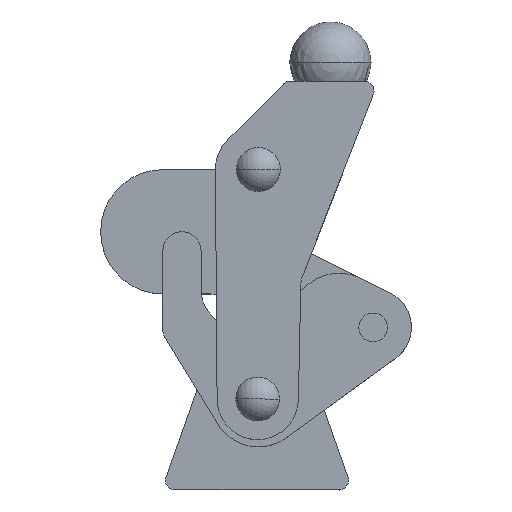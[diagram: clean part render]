
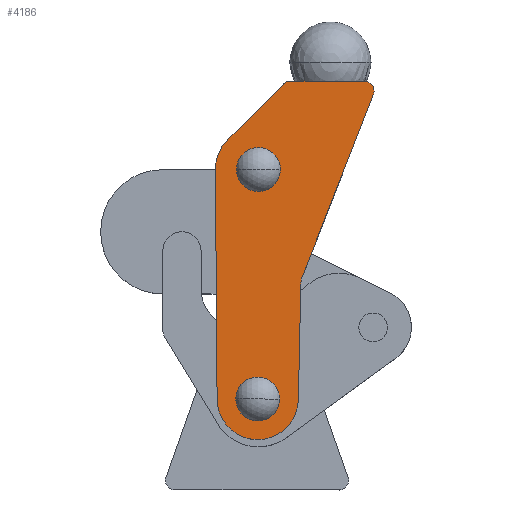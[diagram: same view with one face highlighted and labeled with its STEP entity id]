
A CAD part, top view. The second image highlights one B-rep face of the part: STEP entity #4186.
In plain terms, the highlighted planar face has unit normal (0, 0, 1).
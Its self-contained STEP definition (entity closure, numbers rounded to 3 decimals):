
#2341=CARTESIAN_POINT('',(-64.841,66.082,15.));
#2342=VERTEX_POINT('',#2341);
#2349=CARTESIAN_POINT('',(-64.868,56.917,15.));
#2350=VERTEX_POINT('',#2349);
#2351=CARTESIAN_POINT('',(-64.854,61.5,15.));
#2352=DIRECTION('',(0.,0.,1.));
#2353=DIRECTION('',(0.003,1.,0.));
#2354=AXIS2_PLACEMENT_3D('',#2351,#2352,#2353);
#2355=CIRCLE('',#2354,4.583);
#2356=EDGE_CURVE('',#2342,#2350,#2355,.T.);
#2414=CARTESIAN_POINT('',(-59.011,79.842,15.));
#2415=VERTEX_POINT('',#2414);
#2424=CARTESIAN_POINT('',(-58.276,79.98,15.));
#2425=VERTEX_POINT('',#2424);
#2426=CARTESIAN_POINT('',(-58.282,77.98,15.));
#2427=DIRECTION('',(0.,0.,1.));
#2428=DIRECTION('',(-0.381,0.924,0.));
#2429=AXIS2_PLACEMENT_3D('',#2426,#2427,#2428);
#2430=CIRCLE('',#2429,2.);
#2431=EDGE_CURVE('',#2425,#2415,#2430,.T.);
#2456=CARTESIAN_POINT('',(-41.016,79.058,15.));
#2457=VERTEX_POINT('',#2456);
#2466=CARTESIAN_POINT('',(-40.806,77.205,15.));
#2467=VERTEX_POINT('',#2466);
#2468=CARTESIAN_POINT('',(-42.669,77.933,15.));
#2469=DIRECTION('',(0.,0.,1.0));
#2470=DIRECTION('',(0.827,0.563,0.));
#2471=AXIS2_PLACEMENT_3D('',#2468,#2469,#2470);
#2472=CIRCLE('',#2471,2.);
#2473=EDGE_CURVE('',#2467,#2457,#2472,.T.);
#2641=CARTESIAN_POINT('',(-55.889,38.364,15.));
#2642=VERTEX_POINT('',#2641);
#2651=CARTESIAN_POINT('',(-55.984,37.494,15.));
#2652=VERTEX_POINT('',#2651);
#2653=CARTESIAN_POINT('',(-50.985,37.387,15.));
#2654=DIRECTION('',(0.,0.,-1.0));
#2655=DIRECTION('',(-0.981,0.196,0.));
#2656=AXIS2_PLACEMENT_3D('',#2653,#2654,#2655);
#2657=CIRCLE('',#2656,5.);
#2658=EDGE_CURVE('',#2652,#2642,#2657,.T.);
#2683=CARTESIAN_POINT('',(-65.053,5.,15.));
#2684=VERTEX_POINT('',#2683);
#2693=CARTESIAN_POINT('',(-73.5,13.437,15.));
#2694=VERTEX_POINT('',#2693);
#2695=CARTESIAN_POINT('',(-65.,13.5,15.));
#2696=DIRECTION('',(0.,0.,1.0));
#2697=DIRECTION('',(-0.006,-1.,0.));
#2698=AXIS2_PLACEMENT_3D('',#2695,#2696,#2697);
#2699=CIRCLE('',#2698,8.5);
#2700=EDGE_CURVE('',#2694,#2684,#2699,.T.);
#2725=CARTESIAN_POINT('',(-73.183,64.912,15.));
#2726=VERTEX_POINT('',#2725);
#2735=CARTESIAN_POINT('',(-71.221,67.862,15.));
#2736=VERTEX_POINT('',#2735);
#2737=CARTESIAN_POINT('',(-64.854,61.5,15.));
#2738=DIRECTION('',(0.,0.,1.0));
#2739=DIRECTION('',(-0.925,0.379,0.));
#2740=AXIS2_PLACEMENT_3D('',#2737,#2738,#2739);
#2741=CIRCLE('',#2740,9.);
#2742=EDGE_CURVE('',#2736,#2726,#2741,.T.);
#2844=CARTESIAN_POINT('',(-64.986,18.083,15.));
#2845=VERTEX_POINT('',#2844);
#2852=CARTESIAN_POINT('',(-65.014,8.917,15.));
#2853=VERTEX_POINT('',#2852);
#2854=CARTESIAN_POINT('',(-65.,13.5,15.));
#2855=DIRECTION('',(0.,0.,-1.));
#2856=DIRECTION('',(0.003,1.,0.));
#2857=AXIS2_PLACEMENT_3D('',#2854,#2855,#2856);
#2858=CIRCLE('',#2857,4.583);
#2859=EDGE_CURVE('',#2853,#2845,#2858,.T.);
#4036=CARTESIAN_POINT('',(-65.,13.5,15.));
#4037=DIRECTION('',(0.,0.,-1.));
#4038=DIRECTION('',(0.003,1.,0.));
#4039=AXIS2_PLACEMENT_3D('',#4036,#4037,#4038);
#4040=CIRCLE('',#4039,4.583);
#4041=EDGE_CURVE('',#2845,#2853,#4040,.T.);
#4085=CARTESIAN_POINT('',(-58.822,54.429,15.));
#4086=DIRECTION('',(0.0,0.0,-1.0));
#4087=DIRECTION('',(-1.,0.003,0.0));
#4088=AXIS2_PLACEMENT_3D('',#4085,#4086,#4087);
#4089=PLANE('',#4088);
#4090=CARTESIAN_POINT('',(-59.696,79.394,15.));
#4091=VERTEX_POINT('',#4090);
#4092=CARTESIAN_POINT('',(-59.696,79.394,15.));
#4093=DIRECTION('',(-0.707,-0.707,0.));
#4094=VECTOR('',#4093,16.303);
#4095=LINE('',#4092,#4094);
#4096=EDGE_CURVE('',#4091,#2736,#4095,.T.);
#4097=ORIENTED_EDGE('',*,*,#4096,.T.);
#4098=ORIENTED_EDGE('',*,*,#2742,.T.);
#4099=CARTESIAN_POINT('',(-73.854,61.433,15.));
#4100=VERTEX_POINT('',#4099);
#4101=CARTESIAN_POINT('',(-64.854,61.5,15.));
#4102=DIRECTION('',(0.,0.,1.0));
#4103=DIRECTION('',(-0.925,0.379,0.));
#4104=AXIS2_PLACEMENT_3D('',#4101,#4102,#4103);
#4105=CIRCLE('',#4104,9.);
#4106=EDGE_CURVE('',#2726,#4100,#4105,.T.);
#4107=ORIENTED_EDGE('',*,*,#4106,.T.);
#4108=CARTESIAN_POINT('',(-73.854,61.433,15.));
#4109=DIRECTION('',(0.007,-1.,0.0));
#4110=VECTOR('',#4109,47.997);
#4111=LINE('',#4108,#4110);
#4112=EDGE_CURVE('',#4100,#2694,#4111,.T.);
#4113=ORIENTED_EDGE('',*,*,#4112,.T.);
#4114=ORIENTED_EDGE('',*,*,#2700,.T.);
#4115=CARTESIAN_POINT('',(-56.502,13.332,15.));
#4116=VERTEX_POINT('',#4115);
#4117=CARTESIAN_POINT('',(-65.,13.5,15.));
#4118=DIRECTION('',(0.,0.,1.0));
#4119=DIRECTION('',(-0.006,-1.,0.));
#4120=AXIS2_PLACEMENT_3D('',#4117,#4118,#4119);
#4121=CIRCLE('',#4120,8.5);
#4122=EDGE_CURVE('',#2684,#4116,#4121,.T.);
#4123=ORIENTED_EDGE('',*,*,#4122,.T.);
#4124=CARTESIAN_POINT('',(-56.502,13.332,15.));
#4125=DIRECTION('',(0.021,1.,0.0));
#4126=VECTOR('',#4125,24.168);
#4127=LINE('',#4124,#4126);
#4128=EDGE_CURVE('',#4116,#2652,#4127,.T.);
#4129=ORIENTED_EDGE('',*,*,#4128,.T.);
#4130=ORIENTED_EDGE('',*,*,#2658,.T.);
#4131=CARTESIAN_POINT('',(-55.643,39.205,15.));
#4132=VERTEX_POINT('',#4131);
#4133=CARTESIAN_POINT('',(-50.985,37.387,15.));
#4134=DIRECTION('',(0.,0.,-1.0));
#4135=DIRECTION('',(-0.981,0.196,0.));
#4136=AXIS2_PLACEMENT_3D('',#4133,#4134,#4135);
#4137=CIRCLE('',#4136,5.);
#4138=EDGE_CURVE('',#2642,#4132,#4137,.T.);
#4139=ORIENTED_EDGE('',*,*,#4138,.T.);
#4140=CARTESIAN_POINT('',(-55.643,39.205,15.));
#4141=DIRECTION('',(0.364,0.932,0.));
#4142=VECTOR('',#4141,40.794);
#4143=LINE('',#4140,#4142);
#4144=EDGE_CURVE('',#4132,#2467,#4143,.T.);
#4145=ORIENTED_EDGE('',*,*,#4144,.T.);
#4146=ORIENTED_EDGE('',*,*,#2473,.T.);
#4147=CARTESIAN_POINT('',(-42.663,79.933,15.));
#4148=VERTEX_POINT('',#4147);
#4149=CARTESIAN_POINT('',(-42.669,77.933,15.));
#4150=DIRECTION('',(0.,0.,1.0));
#4151=DIRECTION('',(0.827,0.563,0.));
#4152=AXIS2_PLACEMENT_3D('',#4149,#4150,#4151);
#4153=CIRCLE('',#4152,2.);
#4154=EDGE_CURVE('',#2457,#4148,#4153,.T.);
#4155=ORIENTED_EDGE('',*,*,#4154,.T.);
#4156=CARTESIAN_POINT('',(-42.663,79.933,15.));
#4157=DIRECTION('',(-1.,0.003,0.));
#4158=VECTOR('',#4157,15.613);
#4159=LINE('',#4156,#4158);
#4160=EDGE_CURVE('',#4148,#2425,#4159,.T.);
#4161=ORIENTED_EDGE('',*,*,#4160,.T.);
#4162=ORIENTED_EDGE('',*,*,#2431,.T.);
#4163=CARTESIAN_POINT('',(-58.282,77.98,15.));
#4164=DIRECTION('',(0.,0.,1.));
#4165=DIRECTION('',(-0.381,0.924,0.));
#4166=AXIS2_PLACEMENT_3D('',#4163,#4164,#4165);
#4167=CIRCLE('',#4166,2.);
#4168=EDGE_CURVE('',#2415,#4091,#4167,.T.);
#4169=ORIENTED_EDGE('',*,*,#4168,.T.);
#4170=EDGE_LOOP('',(#4097,#4098,#4107,#4113,#4114,#4123,#4129,#4130,#4139,#4145,#4146,#4155,#4161,#4162,#4169));
#4171=FACE_OUTER_BOUND('',#4170,.T.);
#4172=ORIENTED_EDGE('',*,*,#4041,.T.);
#4173=ORIENTED_EDGE('',*,*,#2859,.T.);
#4174=EDGE_LOOP('',(#4172,#4173));
#4175=FACE_BOUND('',#4174,.T.);
#4176=ORIENTED_EDGE('',*,*,#2356,.F.);
#4177=CARTESIAN_POINT('',(-64.854,61.5,15.));
#4178=DIRECTION('',(0.,0.,1.));
#4179=DIRECTION('',(0.003,1.,0.));
#4180=AXIS2_PLACEMENT_3D('',#4177,#4178,#4179);
#4181=CIRCLE('',#4180,4.583);
#4182=EDGE_CURVE('',#2350,#2342,#4181,.T.);
#4183=ORIENTED_EDGE('',*,*,#4182,.F.);
#4184=EDGE_LOOP('',(#4176,#4183));
#4185=FACE_BOUND('',#4184,.T.);
#4186=ADVANCED_FACE('',(#4171,#4175,#4185),#4089,.F.);
